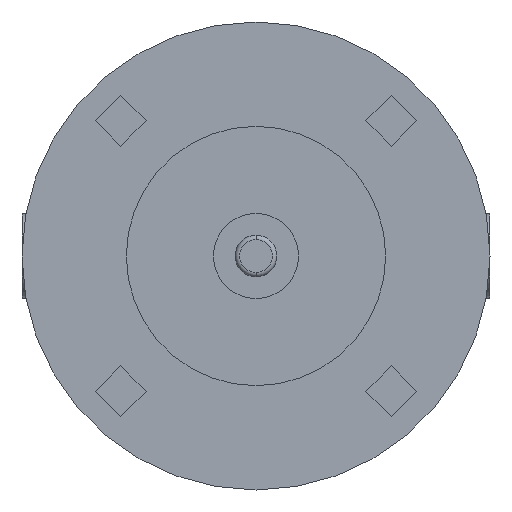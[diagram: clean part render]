
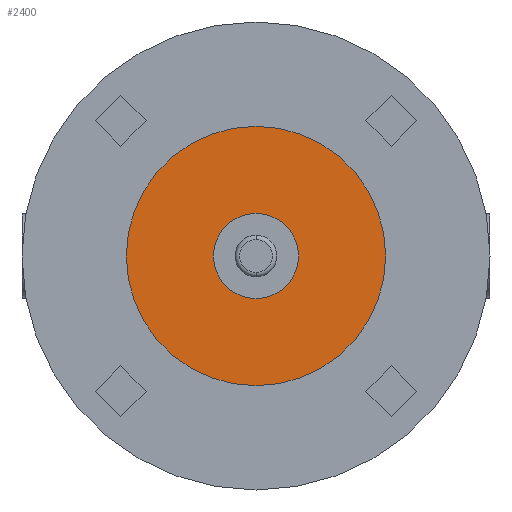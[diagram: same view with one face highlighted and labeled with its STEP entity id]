
A CAD part, front view. The second image highlights one B-rep face of the part: STEP entity #2400.
In plain terms, the highlighted planar face has unit normal (0, -1, 0).
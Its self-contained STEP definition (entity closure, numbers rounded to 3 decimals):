
#7 = DIRECTION ( 'NONE',  ( 0., 0., -1. ) ) ;
#114 = EDGE_LOOP ( 'NONE', ( #1203, #240 ) ) ;
#125 = CIRCLE ( 'NONE', #491, 3.048 ) ;
#182 = DIRECTION ( 'NONE',  ( 0., -1., 0. ) ) ;
#240 = ORIENTED_EDGE ( 'NONE', *, *, #809, .T. ) ;
#303 = EDGE_LOOP ( 'NONE', ( #1830, #1816 ) ) ;
#308 = EDGE_CURVE ( 'NONE', #1852, #2580, #125, .T. ) ;
#334 = DIRECTION ( 'NONE',  ( 0., 0., -1. ) ) ;
#339 = EDGE_CURVE ( 'NONE', #2348, #1844, #1165, .T. ) ;
#491 = AXIS2_PLACEMENT_3D ( 'NONE', #2198, #182, #334 ) ;
#493 = CIRCLE ( 'NONE', #2520, 3.048 ) ;
#565 = DIRECTION ( 'NONE',  ( 0., 0., -1. ) ) ;
#734 = FACE_BOUND ( 'NONE', #303, .T. ) ;
#809 = EDGE_CURVE ( 'NONE', #2580, #1852, #493, .T. ) ;
#813 = CARTESIAN_POINT ( 'NONE',  ( 0., 0., -3.048 ) ) ;
#991 = PLANE ( 'NONE',  #2253 ) ;
#1013 = DIRECTION ( 'NONE',  ( 0., -1., 0. ) ) ;
#1102 = CARTESIAN_POINT ( 'NONE',  ( 0., 0., 0. ) ) ;
#1165 = CIRCLE ( 'NONE', #2097, 1. ) ;
#1203 = ORIENTED_EDGE ( 'NONE', *, *, #308, .T. ) ;
#1244 = DIRECTION ( 'NONE',  ( 0., 0., -1. ) ) ;
#1286 = CARTESIAN_POINT ( 'NONE',  ( 0., 0., 0. ) ) ;
#1622 = CARTESIAN_POINT ( 'NONE',  ( 0., 0., 1. ) ) ;
#1759 = DIRECTION ( 'NONE',  ( 0., -1., 0. ) ) ;
#1816 = ORIENTED_EDGE ( 'NONE', *, *, #339, .F. ) ;
#1830 = ORIENTED_EDGE ( 'NONE', *, *, #2276, .F. ) ;
#1842 = DIRECTION ( 'NONE',  ( 0., -1., 0. ) ) ;
#1844 = VERTEX_POINT ( 'NONE', #2645 ) ;
#1852 = VERTEX_POINT ( 'NONE', #813 ) ;
#2023 = CIRCLE ( 'NONE', #2625, 1. ) ;
#2097 = AXIS2_PLACEMENT_3D ( 'NONE', #2623, #1759, #1244 ) ;
#2198 = CARTESIAN_POINT ( 'NONE',  ( 0., 0., 0. ) ) ;
#2230 = CARTESIAN_POINT ( 'NONE',  ( 0., 0., 3.048 ) ) ;
#2253 = AXIS2_PLACEMENT_3D ( 'NONE', #2757, #2504, #2787 ) ;
#2276 = EDGE_CURVE ( 'NONE', #1844, #2348, #2023, .T. ) ;
#2284 = FACE_OUTER_BOUND ( 'NONE', #114, .T. ) ;
#2348 = VERTEX_POINT ( 'NONE', #1622 ) ;
#2400 = ADVANCED_FACE ( 'NONE', ( #734, #2284 ), #991, .T. ) ;
#2504 = DIRECTION ( 'NONE',  ( 0., -1., 0. ) ) ;
#2520 = AXIS2_PLACEMENT_3D ( 'NONE', #1286, #1013, #565 ) ;
#2580 = VERTEX_POINT ( 'NONE', #2230 ) ;
#2623 = CARTESIAN_POINT ( 'NONE',  ( 0., 0., 0. ) ) ;
#2625 = AXIS2_PLACEMENT_3D ( 'NONE', #1102, #1842, #7 ) ;
#2645 = CARTESIAN_POINT ( 'NONE',  ( 0., 0., -1. ) ) ;
#2757 = CARTESIAN_POINT ( 'NONE',  ( 0., 0., 0. ) ) ;
#2787 = DIRECTION ( 'NONE',  ( 0., 0., -1. ) ) ;
